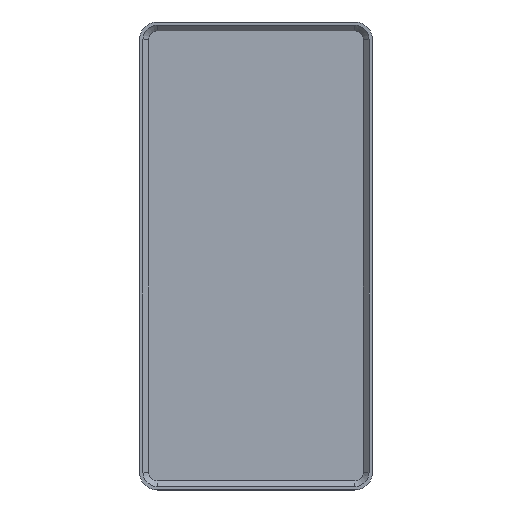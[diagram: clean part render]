
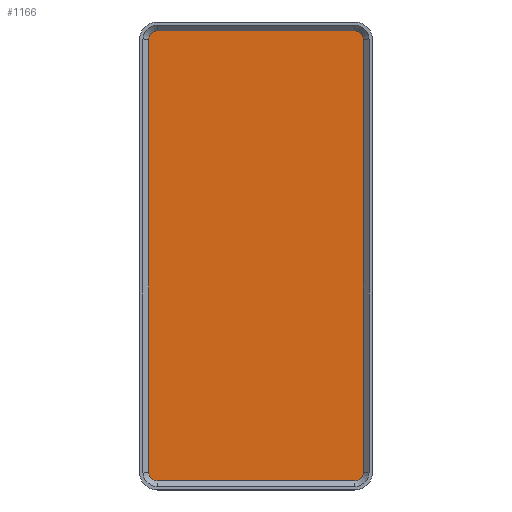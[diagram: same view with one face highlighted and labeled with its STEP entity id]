
A CAD part, top view. The second image highlights one B-rep face of the part: STEP entity #1166.
In plain terms, the highlighted planar face has unit normal (0, 0, 1).
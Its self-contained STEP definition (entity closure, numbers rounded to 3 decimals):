
#60=FACE_OUTER_BOUND('',#138,.T.);
#138=EDGE_LOOP('',(#778,#779,#780,#781,#782,#783,#784,#785));
#217=LINE('',#1772,#338);
#218=LINE('',#1776,#339);
#219=LINE('',#1780,#340);
#220=LINE('',#1783,#341);
#338=VECTOR('',#1394,10.);
#339=VECTOR('',#1397,10.);
#340=VECTOR('',#1400,10.);
#341=VECTOR('',#1403,10.);
#459=CIRCLE('',#1260,1.85);
#460=CIRCLE('',#1261,1.85);
#461=CIRCLE('',#1262,1.85);
#462=CIRCLE('',#1263,1.85);
#507=VERTEX_POINT('',#1768);
#508=VERTEX_POINT('',#1769);
#509=VERTEX_POINT('',#1771);
#510=VERTEX_POINT('',#1773);
#511=VERTEX_POINT('',#1775);
#512=VERTEX_POINT('',#1777);
#513=VERTEX_POINT('',#1779);
#514=VERTEX_POINT('',#1781);
#605=EDGE_CURVE('',#507,#508,#459,.T.);
#606=EDGE_CURVE('',#509,#507,#217,.T.);
#607=EDGE_CURVE('',#510,#509,#460,.T.);
#608=EDGE_CURVE('',#511,#510,#218,.T.);
#609=EDGE_CURVE('',#512,#511,#461,.T.);
#610=EDGE_CURVE('',#513,#512,#219,.T.);
#611=EDGE_CURVE('',#513,#514,#462,.T.);
#612=EDGE_CURVE('',#508,#514,#220,.T.);
#778=ORIENTED_EDGE('',*,*,#605,.F.);
#779=ORIENTED_EDGE('',*,*,#606,.F.);
#780=ORIENTED_EDGE('',*,*,#607,.F.);
#781=ORIENTED_EDGE('',*,*,#608,.F.);
#782=ORIENTED_EDGE('',*,*,#609,.F.);
#783=ORIENTED_EDGE('',*,*,#610,.F.);
#784=ORIENTED_EDGE('',*,*,#611,.T.);
#785=ORIENTED_EDGE('',*,*,#612,.F.);
#1124=PLANE('',#1259);
#1166=ADVANCED_FACE('',(#60),#1124,.T.);
#1259=AXIS2_PLACEMENT_3D('',#1767,#1390,#1391);
#1260=AXIS2_PLACEMENT_3D('',#1770,#1392,#1393);
#1261=AXIS2_PLACEMENT_3D('',#1774,#1395,#1396);
#1262=AXIS2_PLACEMENT_3D('',#1778,#1398,#1399);
#1263=AXIS2_PLACEMENT_3D('',#1782,#1401,#1402);
#1390=DIRECTION('center_axis',(0.,0.,1.));
#1391=DIRECTION('ref_axis',(1.,0.,0.));
#1392=DIRECTION('center_axis',(0.,0.,-1.));
#1393=DIRECTION('ref_axis',(-0.707,-0.707,0.));
#1394=DIRECTION('',(-1.,0.,0.));
#1395=DIRECTION('center_axis',(0.,0.,-1.));
#1396=DIRECTION('ref_axis',(0.707,-0.707,0.));
#1397=DIRECTION('',(0.,-1.,0.));
#1398=DIRECTION('center_axis',(0.,0.,-1.));
#1399=DIRECTION('ref_axis',(0.707,0.707,0.));
#1400=DIRECTION('',(1.,0.,0.));
#1401=DIRECTION('center_axis',(0.,0.,1.));
#1402=DIRECTION('ref_axis',(-0.707,0.707,0.));
#1403=DIRECTION('',(0.,1.,0.));
#1767=CARTESIAN_POINT('Origin',(24.75,49.75,9.));
#1768=CARTESIAN_POINT('',(3.75,1.9,9.));
#1769=CARTESIAN_POINT('',(1.9,3.75,9.));
#1770=CARTESIAN_POINT('Origin',(3.75,3.75,9.));
#1771=CARTESIAN_POINT('',(45.75,1.9,9.));
#1772=CARTESIAN_POINT('',(35.25,1.9,9.));
#1773=CARTESIAN_POINT('',(47.6,3.75,9.));
#1774=CARTESIAN_POINT('Origin',(45.75,3.75,9.));
#1775=CARTESIAN_POINT('',(47.6,95.75,9.));
#1776=CARTESIAN_POINT('',(47.6,72.75,9.));
#1777=CARTESIAN_POINT('',(45.75,97.6,9.));
#1778=CARTESIAN_POINT('Origin',(45.75,95.75,9.));
#1779=CARTESIAN_POINT('',(3.75,97.6,9.));
#1780=CARTESIAN_POINT('',(14.25,97.6,9.));
#1781=CARTESIAN_POINT('',(1.9,95.75,9.));
#1782=CARTESIAN_POINT('Origin',(3.75,95.75,9.));
#1783=CARTESIAN_POINT('',(1.9,26.75,9.));
